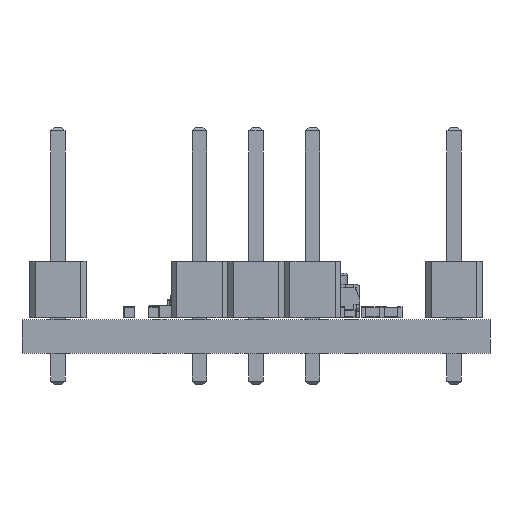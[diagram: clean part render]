
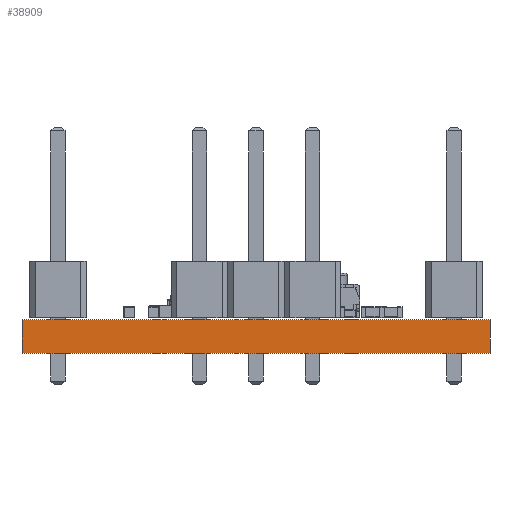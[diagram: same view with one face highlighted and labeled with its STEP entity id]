
A CAD part, front view. The second image highlights one B-rep face of the part: STEP entity #38909.
In plain terms, the highlighted planar face has unit normal (0, -1, 0).
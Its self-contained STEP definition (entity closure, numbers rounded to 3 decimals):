
#38909 = ADVANCED_FACE('',(#38910),#38944,.T.);
#38910 = FACE_BOUND('',#38911,.T.);
#38911 = EDGE_LOOP('',(#38912,#38922,#38930,#38938));
#38912 = ORIENTED_EDGE('',*,*,#38913,.T.);
#38913 = EDGE_CURVE('',#38914,#38916,#38918,.T.);
#38914 = VERTEX_POINT('',#38915);
#38915 = CARTESIAN_POINT('',(183.275,-96.675,0.));
#38916 = VERTEX_POINT('',#38917);
#38917 = CARTESIAN_POINT('',(183.275,-96.675,1.51));
#38918 = LINE('',#38919,#38920);
#38919 = CARTESIAN_POINT('',(183.275,-96.675,0.));
#38920 = VECTOR('',#38921,1.);
#38921 = DIRECTION('',(0.,0.,1.));
#38922 = ORIENTED_EDGE('',*,*,#38923,.T.);
#38923 = EDGE_CURVE('',#38916,#38924,#38926,.T.);
#38924 = VERTEX_POINT('',#38925);
#38925 = CARTESIAN_POINT('',(162.275,-96.675,1.51));
#38926 = LINE('',#38927,#38928);
#38927 = CARTESIAN_POINT('',(183.275,-96.675,1.51));
#38928 = VECTOR('',#38929,1.);
#38929 = DIRECTION('',(-1.,0.,0.));
#38930 = ORIENTED_EDGE('',*,*,#38931,.F.);
#38931 = EDGE_CURVE('',#38932,#38924,#38934,.T.);
#38932 = VERTEX_POINT('',#38933);
#38933 = CARTESIAN_POINT('',(162.275,-96.675,0.));
#38934 = LINE('',#38935,#38936);
#38935 = CARTESIAN_POINT('',(162.275,-96.675,0.));
#38936 = VECTOR('',#38937,1.);
#38937 = DIRECTION('',(0.,0.,1.));
#38938 = ORIENTED_EDGE('',*,*,#38939,.F.);
#38939 = EDGE_CURVE('',#38914,#38932,#38940,.T.);
#38940 = LINE('',#38941,#38942);
#38941 = CARTESIAN_POINT('',(183.275,-96.675,0.));
#38942 = VECTOR('',#38943,1.);
#38943 = DIRECTION('',(-1.,0.,0.));
#38944 = PLANE('',#38945);
#38945 = AXIS2_PLACEMENT_3D('',#38946,#38947,#38948);
#38946 = CARTESIAN_POINT('',(183.275,-96.675,0.));
#38947 = DIRECTION('',(0.,-1.,0.));
#38948 = DIRECTION('',(-1.,0.,0.));
